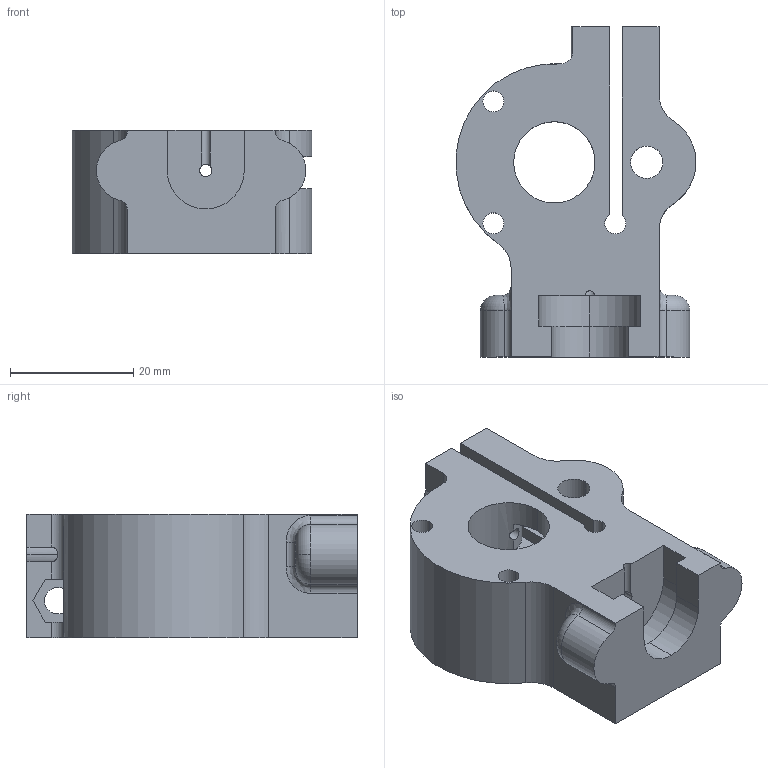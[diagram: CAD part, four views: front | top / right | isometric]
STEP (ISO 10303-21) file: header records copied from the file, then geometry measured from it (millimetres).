
FILE_DESCRIPTION (( 'STEP AP203' ), '1' );
FILE_NAME ('V3 Filament Drive.STEP', '2012-10-03T17:43:29', ( '' ), ( '' ), 'SwSTEP 2.0', 'SolidWorks 2012', '' );
FILE_SCHEMA (( 'CONFIG_CONTROL_DESIGN' ));
Length unit declared in the file: millimetre
Products named in the file (1): V3 Filament Drive
Bounding box: 38.96 x 53.6 x 20 mm (x, y, z)
Volume: 21657 mm3; surface area: 9805.1 mm2
Topology: 1 solids, 1 shells, 110 faces, 324 edges, 213 vertices
Faces by surface type: cylinder 58, plane 42, torus 4, bspline 4, cone 2
Entity records: 4225 total; most frequent: CARTESIAN_POINT 1099, DIRECTION 650, ORIENTED_EDGE 648, EDGE_CURVE 324, AXIS2_PLACEMENT_3D 238, VERTEX_POINT 213, VECTOR 174, LINE 174
